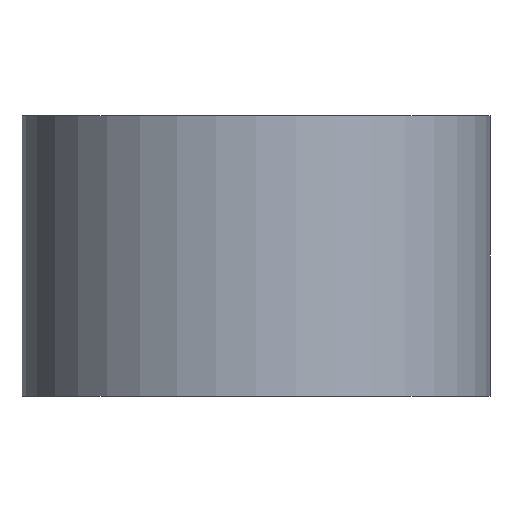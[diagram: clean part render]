
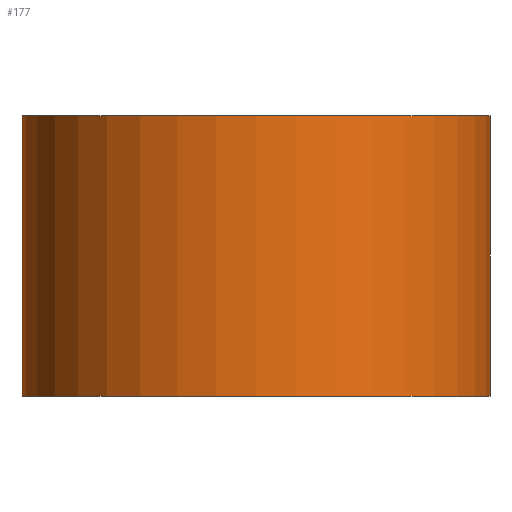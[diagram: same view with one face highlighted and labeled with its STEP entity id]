
A CAD part, left-side view. The second image highlights one B-rep face of the part: STEP entity #177.
In plain terms, the highlighted cylindrical face has radius 25 mm (diameter 50 mm), a partial arc.
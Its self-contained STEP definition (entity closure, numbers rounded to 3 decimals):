
#15=LINE('',#276,#27);
#17=LINE('',#284,#29);
#27=VECTOR('',#222,30.);
#29=VECTOR('',#230,30.);
#53=FACE_OUTER_BOUND('',#65,.T.);
#65=EDGE_LOOP('',(#132,#133,#134,#135));
#81=CIRCLE('',#195,25.);
#82=CIRCLE('',#196,25.);
#90=VERTEX_POINT('',#273);
#91=VERTEX_POINT('',#275);
#93=VERTEX_POINT('',#281);
#94=VERTEX_POINT('',#283);
#106=EDGE_CURVE('',#90,#91,#15,.T.);
#109=EDGE_CURVE('',#93,#90,#81,.T.);
#110=EDGE_CURVE('',#94,#93,#17,.T.);
#111=EDGE_CURVE('',#91,#94,#82,.T.);
#132=ORIENTED_EDGE('',*,*,#106,.F.);
#133=ORIENTED_EDGE('',*,*,#109,.F.);
#134=ORIENTED_EDGE('',*,*,#110,.F.);
#135=ORIENTED_EDGE('',*,*,#111,.F.);
#171=CYLINDRICAL_SURFACE('',#194,25.);
#177=ADVANCED_FACE('',(#53),#171,.T.);
#194=AXIS2_PLACEMENT_3D('',#280,#226,#227);
#195=AXIS2_PLACEMENT_3D('',#282,#228,#229);
#196=AXIS2_PLACEMENT_3D('',#285,#231,#232);
#222=DIRECTION('',(0.,0.,-1.));
#226=DIRECTION('center_axis',(0.,0.,1.));
#227=DIRECTION('ref_axis',(-1.,0.,0.));
#228=DIRECTION('center_axis',(0.,0.,1.));
#229=DIRECTION('ref_axis',(-1.,0.,0.));
#230=DIRECTION('',(0.,0.,1.));
#231=DIRECTION('center_axis',(0.,0.,-1.));
#232=DIRECTION('ref_axis',(-1.,0.,0.));
#273=CARTESIAN_POINT('',(18.634,-16.667,15.));
#275=CARTESIAN_POINT('',(18.634,-16.667,-15.));
#276=CARTESIAN_POINT('',(18.634,-16.667,0.));
#280=CARTESIAN_POINT('Origin',(0.,0.,0.));
#281=CARTESIAN_POINT('',(18.634,16.667,15.));
#282=CARTESIAN_POINT('Origin',(0.,0.,15.));
#283=CARTESIAN_POINT('',(18.634,16.667,-15.));
#284=CARTESIAN_POINT('',(18.634,16.667,0.));
#285=CARTESIAN_POINT('Origin',(0.,0.,-15.));
